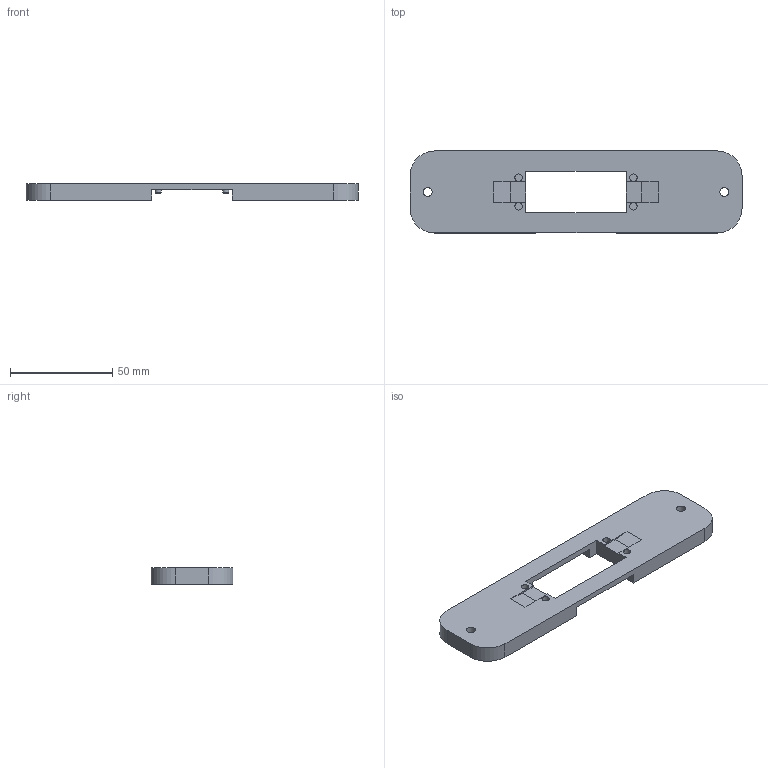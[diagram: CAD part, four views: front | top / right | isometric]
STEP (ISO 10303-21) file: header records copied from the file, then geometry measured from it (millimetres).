
FILE_DESCRIPTION(('FreeCAD Model'),'2;1');
FILE_NAME('Open CASCADE Shape Model','2025-01-10T15:03:01',(''),(''), 'Open CASCADE STEP processor 7.6','FreeCAD','Unknown');
FILE_SCHEMA(('CONFIG_CONTROL_DESIGN','SHAPE_APPEARANCE_LAYER_MIM'));
Length unit declared in the file: millimetre
Products named in the file (1): BaseBoardFixingPane
Bounding box: 162 x 40 x 8 mm (x, y, z)
Volume: 38408.4 mm3; surface area: 14773.6 mm2
Topology: 1 solids, 1 shells, 59 faces, 138 edges, 88 vertices
Faces by surface type: plane 41, cylinder 14, torus 4
Full cylindrical faces by diameter (mm): 3 x4, 3.6 x4, 4.4 x2
Entity records: 1736 total; most frequent: DIRECTION 294, CARTESIAN_POINT 286, ORIENTED_EDGE 276, EDGE_CURVE 138, LINE 102, VECTOR 102, AXIS2_PLACEMENT_3D 96, VERTEX_POINT 88
